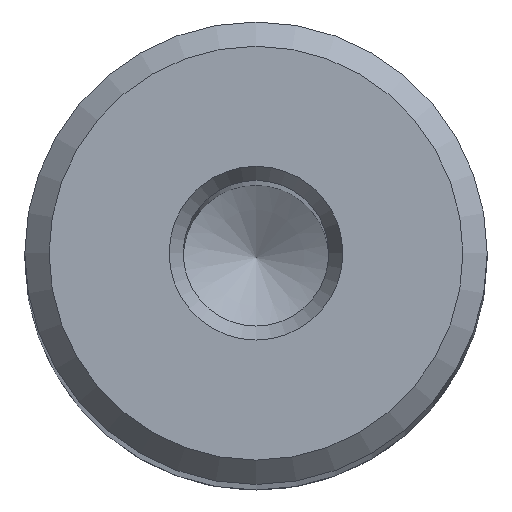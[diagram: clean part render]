
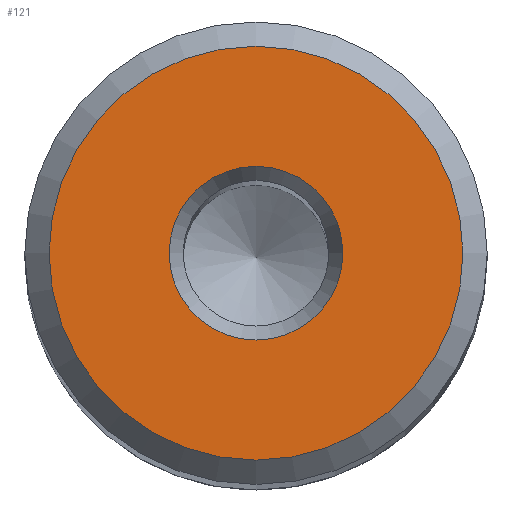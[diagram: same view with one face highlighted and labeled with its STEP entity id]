
A CAD part, top view. The second image highlights one B-rep face of the part: STEP entity #121.
In plain terms, the highlighted planar face has unit normal (0, 0, 1).
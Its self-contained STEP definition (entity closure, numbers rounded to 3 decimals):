
#35=PLANE('',#631);
#121=ADVANCED_FACE('',(#263,#264),#35,.T.);
#263=FACE_BOUND('',#349,.T.);
#264=FACE_BOUND('',#350,.T.);
#349=EDGE_LOOP('',(#435));
#350=EDGE_LOOP('',(#436));
#435=ORIENTED_EDGE('',*,*,#526,.T.);
#436=ORIENTED_EDGE('',*,*,#527,.T.);
#483=VERTEX_POINT('',#1116);
#484=VERTEX_POINT('',#1119);
#526=EDGE_CURVE('',#483,#483,#567,.T.);
#527=EDGE_CURVE('',#484,#484,#568,.T.);
#567=CIRCLE('',#628,3.577);
#568=CIRCLE('',#630,8.525);
#628=AXIS2_PLACEMENT_3D('',#1115,#771,#772);
#630=AXIS2_PLACEMENT_3D('',#1118,#775,#776);
#631=AXIS2_PLACEMENT_3D('',#1120,#777,#778);
#771=DIRECTION('',(0.,0.,-1.));
#772=DIRECTION('',(1.,0.,0.));
#775=DIRECTION('',(0.,0.,1.));
#776=DIRECTION('',(1.,0.,0.));
#777=DIRECTION('',(0.,0.,1.));
#778=DIRECTION('',(1.,0.,0.));
#1115=CARTESIAN_POINT('',(0.,0.,0.));
#1116=CARTESIAN_POINT('',(3.577,0.,0.));
#1118=CARTESIAN_POINT('',(0.,0.,0.));
#1119=CARTESIAN_POINT('',(8.525,0.,0.));
#1120=CARTESIAN_POINT('',(0.,0.,0.));
